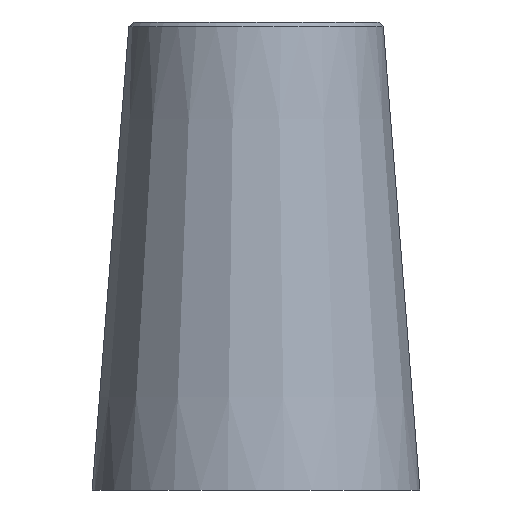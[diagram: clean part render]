
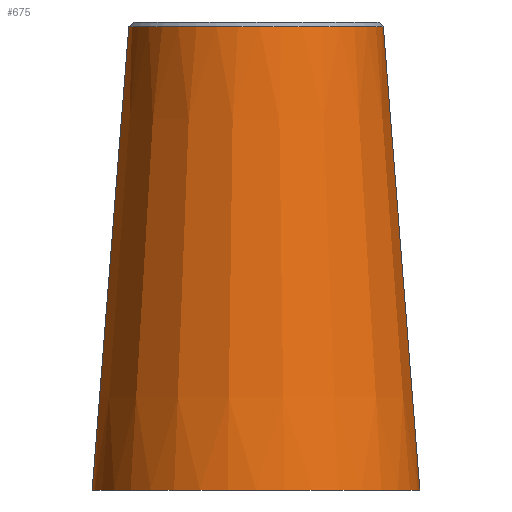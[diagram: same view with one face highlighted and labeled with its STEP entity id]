
A CAD part, left-side view. The second image highlights one B-rep face of the part: STEP entity #675.
In plain terms, the highlighted conical face has half-angle 4.5 degrees and reference radius 17.5 mm.
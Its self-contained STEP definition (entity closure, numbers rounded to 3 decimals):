
#345=HYPERBOLA('',#638,139.768,11.);
#346=HYPERBOLA('',#642,139.768,11.);
#349=ELLIPSE('',#625,18.127,12.778);
#350=ELLIPSE('',#633,18.127,12.778);
#354=CONICAL_SURFACE('',#643,17.5,4.5);
#400=ORIENTED_EDGE('',*,*,#475,.T.);
#401=ORIENTED_EDGE('',*,*,#473,.F.);
#402=ORIENTED_EDGE('',*,*,#474,.F.);
#403=ORIENTED_EDGE('',*,*,#458,.T.);
#404=ORIENTED_EDGE('',*,*,#463,.F.);
#405=ORIENTED_EDGE('',*,*,#467,.T.);
#406=ORIENTED_EDGE('',*,*,#471,.F.);
#419=CIRCLE('',#629,13.604);
#422=CIRCLE('',#640,14.116);
#423=CIRCLE('',#644,17.5);
#436=VERTEX_POINT('',#704);
#437=VERTEX_POINT('',#706);
#439=VERTEX_POINT('',#713);
#442=VERTEX_POINT('',#721);
#443=VERTEX_POINT('',#729);
#444=VERTEX_POINT('',#733);
#445=VERTEX_POINT('',#739);
#458=EDGE_CURVE('',#437,#436,#349,.T.);
#463=EDGE_CURVE('',#439,#436,#419,.T.);
#467=EDGE_CURVE('',#439,#442,#350,.T.);
#471=EDGE_CURVE('',#443,#442,#345,.T.);
#473=EDGE_CURVE('',#444,#443,#422,.T.);
#474=EDGE_CURVE('',#437,#444,#346,.T.);
#475=EDGE_CURVE('',#445,#445,#423,.T.);
#491=EDGE_LOOP('',(#400));
#492=EDGE_LOOP('',(#401,#402,#403,#404,#405,#406));
#513=FACE_BOUND('',#491,.T.);
#514=FACE_BOUND('',#492,.T.);
#547=DIRECTION('',(0.,-0.707,0.707));
#548=DIRECTION('',(0.,0.707,0.707));
#557=DIRECTION('',(0.,0.,1.));
#558=DIRECTION('',(8.007,10.998,0.));
#566=DIRECTION('',(0.,0.707,0.707));
#567=DIRECTION('',(0.,0.707,-0.707));
#578=DIRECTION('',(0.,1.,0.));
#579=DIRECTION('',(0.,0.,-1.));
#583=DIRECTION('',(0.,0.,1.));
#584=DIRECTION('',(8.846,-11.,0.));
#587=DIRECTION('',(0.,-1.,0.));
#588=DIRECTION('',(0.,0.,-1.));
#589=DIRECTION('',(0.,0.,-1.));
#590=DIRECTION('',(0.,-1.,0.));
#591=DIRECTION('',(0.,0.,1.));
#592=DIRECTION('',(0.,-17.5,0.));
#625=AXIS2_PLACEMENT_3D('',#707,#547,#548);
#629=AXIS2_PLACEMENT_3D('',#716,#557,#558);
#633=AXIS2_PLACEMENT_3D('',#723,#566,#567);
#638=AXIS2_PLACEMENT_3D('',#731,#578,#579);
#640=AXIS2_PLACEMENT_3D('',#735,#583,#584);
#642=AXIS2_PLACEMENT_3D('',#737,#587,#588);
#643=AXIS2_PLACEMENT_3D('',#738,#589,#590);
#644=AXIS2_PLACEMENT_3D('',#740,#591,#592);
#675=ADVANCED_FACE('',(#513,#514),#354,.T.);
#704=CARTESIAN_POINT('',(-92.209,88.325,49.502));
#706=CARTESIAN_POINT('',(-92.211,88.324,49.5));
#707=CARTESIAN_POINT('',(-100.215,98.315,59.491));
#713=CARTESIAN_POINT('',(-92.209,110.322,49.502));
#716=CARTESIAN_POINT('',(-100.215,99.324,49.502));
#721=CARTESIAN_POINT('',(-92.211,110.324,49.5));
#723=CARTESIAN_POINT('',(-100.215,100.333,59.491));
#729=CARTESIAN_POINT('',(-91.369,110.324,43.));
#731=CARTESIAN_POINT('',(-100.215,110.324,222.359));
#733=CARTESIAN_POINT('',(-91.369,88.324,43.));
#735=CARTESIAN_POINT('',(-100.215,99.324,43.));
#737=CARTESIAN_POINT('',(-100.215,88.324,222.359));
#738=CARTESIAN_POINT('',(-100.215,99.324,0.));
#739=CARTESIAN_POINT('',(-100.215,81.824,0.));
#740=CARTESIAN_POINT('',(-100.215,99.324,0.));
